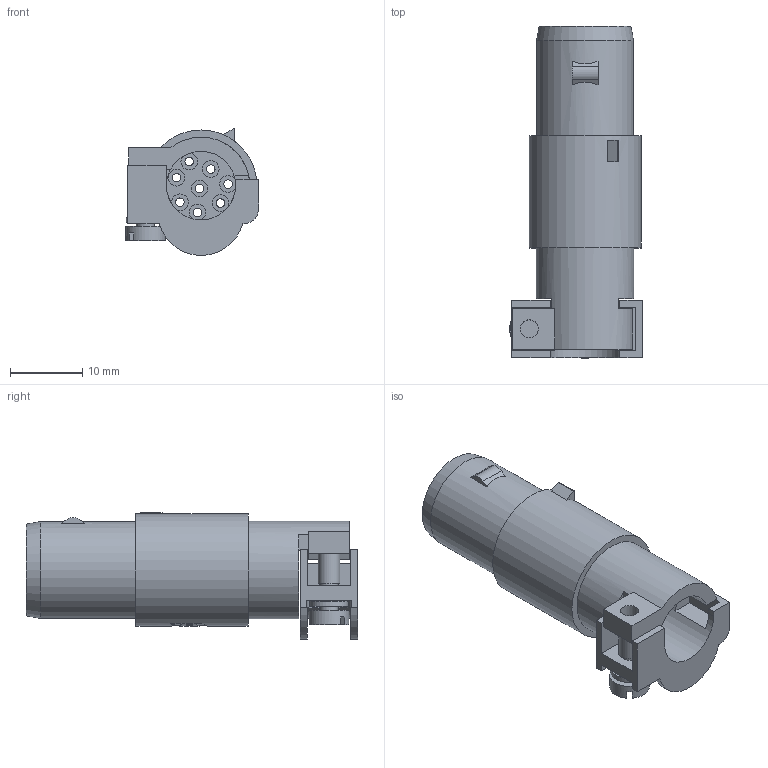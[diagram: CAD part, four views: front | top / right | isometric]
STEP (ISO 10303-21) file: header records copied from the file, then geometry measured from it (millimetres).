
FILE_DESCRIPTION(/* description */ (''),/* implementation_level */ '2;1');
FILE_NAME(/* name */ '100122817ugm000_b.stp',/* time_stamp */ '2017-10-24T09:17:08+02:00',/* author */ (''),/* organization */ (''),/* preprocessor_version */ 'ST-DEVELOPER v16',/* originating_system */ 'SIEMENS PLM Software NX 10.0',/* authorisation */ '');
FILE_SCHEMA (('AUTOMOTIVE_DESIGN { 1 0 10303 214 3 1 1 1 }'));
Length unit declared in the file: millimetre
Products named in the file (1): 100122817ugm000_b
Bounding box: 18.4 x 45.9 x 17.49 mm (x, y, z)
Volume: 4871.3 mm3; surface area: 5280.2 mm2
Topology: 10 solids, 10 shells, 335 faces, 836 edges, 566 vertices
Faces by surface type: plane 236, cylinder 89, bspline 9, cone 1
Full cylindrical faces by diameter (mm): 0.377 x1, 0.493 x1, 1.18 x8, 2.3 x8, 2.5 x3, 2.7 x1, 3 x1, 5.3 x1, 5.5 x1, 9.6 x1, 11 x2, 13.4 x1, 13.5 x1, 15.5 x1
Entity records: 11251 total; most frequent: CARTESIAN_POINT 2200, DIRECTION 1694, ORIENTED_EDGE 1608, EDGE_CURVE 804, AXIS2_PLACEMENT_3D 586, VERTEX_POINT 557, LINE 522, VECTOR 522
